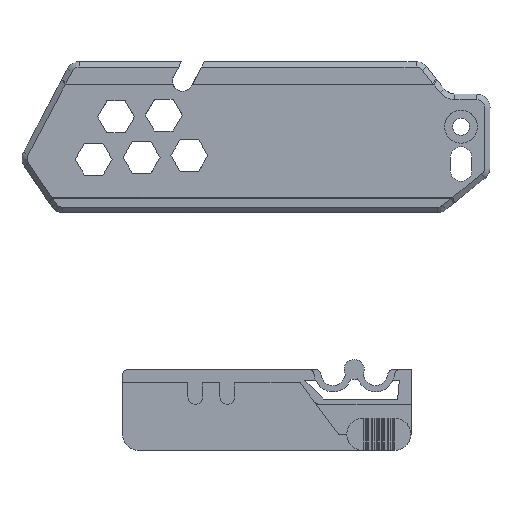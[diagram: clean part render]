
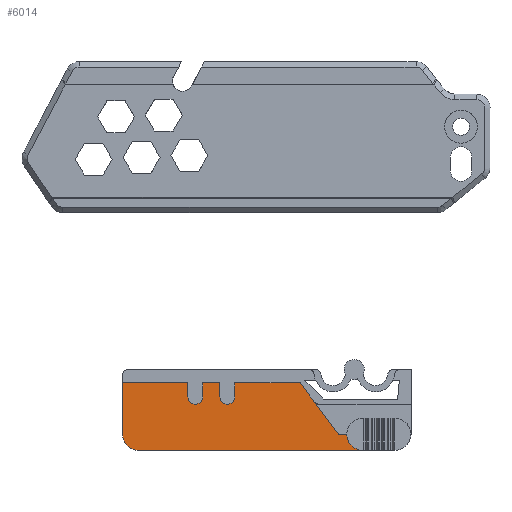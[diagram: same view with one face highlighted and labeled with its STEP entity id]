
A CAD part, top view. The second image highlights one B-rep face of the part: STEP entity #6014.
In plain terms, the highlighted face is planar.
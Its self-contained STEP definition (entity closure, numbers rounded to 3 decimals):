
#283=LINE('',#12020,#984);
#400=LINE('',#12375,#1101);
#406=LINE('',#12385,#1107);
#411=LINE('',#12395,#1112);
#414=LINE('',#12402,#1115);
#418=LINE('',#12410,#1119);
#420=LINE('',#12413,#1121);
#423=LINE('',#12417,#1124);
#424=LINE('',#12418,#1125);
#425=LINE('',#12419,#1126);
#426=LINE('',#12420,#1127);
#984=VECTOR('',#7076,10.);
#1101=VECTOR('',#7415,10.);
#1107=VECTOR('',#7425,10.);
#1112=VECTOR('',#7432,10.);
#1115=VECTOR('',#7437,10.);
#1119=VECTOR('',#7443,10.);
#1121=VECTOR('',#7447,10.);
#1124=VECTOR('',#7452,10.);
#1125=VECTOR('',#7453,10.);
#1126=VECTOR('',#7454,10.);
#1127=VECTOR('',#7455,10.);
#1728=FACE_OUTER_BOUND('',#2046,.T.);
#2046=EDGE_LOOP('',(#4593,#4594,#4595,#4596,#4597,#4598,#4599,#4600,#4601,
#4602,#4603,#4604,#4605,#4606,#4607));
#2285=CIRCLE('',#6371,3.);
#2290=CIRCLE('',#6378,3.);
#2298=CIRCLE('',#6389,1.4);
#2299=CIRCLE('',#6391,1.4);
#2540=VERTEX_POINT('',#12016);
#2542=VERTEX_POINT('',#12019);
#2612=VERTEX_POINT('',#12190);
#2614=VERTEX_POINT('',#12193);
#2620=VERTEX_POINT('',#12209);
#2634=VERTEX_POINT('',#12240);
#2635=VERTEX_POINT('',#12242);
#2636=VERTEX_POINT('',#12246);
#2638=VERTEX_POINT('',#12249);
#2670=VERTEX_POINT('',#12382);
#2674=VERTEX_POINT('',#12392);
#2675=VERTEX_POINT('',#12394);
#2676=VERTEX_POINT('',#12398);
#2678=VERTEX_POINT('',#12401);
#2680=VERTEX_POINT('',#12407);
#3192=EDGE_CURVE('',#2542,#2540,#283,.T.);
#3272=EDGE_CURVE('',#2614,#2612,#2285,.T.);
#3280=EDGE_CURVE('',#2620,#2542,#2290,.T.);
#3295=EDGE_CURVE('',#2635,#2634,#2298,.T.);
#3298=EDGE_CURVE('',#2638,#2636,#2299,.T.);
#3367=EDGE_CURVE('',#2612,#2620,#400,.T.);
#3373=EDGE_CURVE('',#2540,#2670,#406,.T.);
#3378=EDGE_CURVE('',#2675,#2674,#411,.T.);
#3381=EDGE_CURVE('',#2678,#2676,#414,.T.);
#3385=EDGE_CURVE('',#2670,#2680,#418,.T.);
#3387=EDGE_CURVE('',#2674,#2614,#420,.T.);
#3390=EDGE_CURVE('',#2675,#2634,#423,.T.);
#3391=EDGE_CURVE('',#2638,#2680,#424,.T.);
#3392=EDGE_CURVE('',#2678,#2636,#425,.T.);
#3393=EDGE_CURVE('',#2635,#2676,#426,.T.);
#4593=ORIENTED_EDGE('',*,*,#3390,.F.);
#4594=ORIENTED_EDGE('',*,*,#3378,.T.);
#4595=ORIENTED_EDGE('',*,*,#3387,.T.);
#4596=ORIENTED_EDGE('',*,*,#3272,.T.);
#4597=ORIENTED_EDGE('',*,*,#3367,.T.);
#4598=ORIENTED_EDGE('',*,*,#3280,.T.);
#4599=ORIENTED_EDGE('',*,*,#3192,.T.);
#4600=ORIENTED_EDGE('',*,*,#3373,.T.);
#4601=ORIENTED_EDGE('',*,*,#3385,.T.);
#4602=ORIENTED_EDGE('',*,*,#3391,.F.);
#4603=ORIENTED_EDGE('',*,*,#3298,.T.);
#4604=ORIENTED_EDGE('',*,*,#3392,.F.);
#4605=ORIENTED_EDGE('',*,*,#3381,.T.);
#4606=ORIENTED_EDGE('',*,*,#3393,.F.);
#4607=ORIENTED_EDGE('',*,*,#3295,.T.);
#5757=PLANE('',#6434);
#6014=ADVANCED_FACE('',(#1728),#5757,.F.);
#6371=AXIS2_PLACEMENT_3D('',#12194,#7232,#7233);
#6378=AXIS2_PLACEMENT_3D('',#12210,#7249,#7250);
#6389=AXIS2_PLACEMENT_3D('',#12243,#7278,#7279);
#6391=AXIS2_PLACEMENT_3D('',#12250,#7284,#7285);
#6434=AXIS2_PLACEMENT_3D('',#12416,#7450,#7451);
#7076=DIRECTION('',(-1.,0.,0.));
#7232=DIRECTION('center_axis',(0.,-1.,0.));
#7233=DIRECTION('ref_axis',(-1.,0.,0.));
#7249=DIRECTION('center_axis',(0.,1.,0.));
#7250=DIRECTION('ref_axis',(1.,0.,0.));
#7278=DIRECTION('center_axis',(0.,1.,0.));
#7279=DIRECTION('ref_axis',(-1.,0.,0.));
#7284=DIRECTION('center_axis',(0.,1.,0.));
#7285=DIRECTION('ref_axis',(-1.,0.,0.));
#7415=DIRECTION('',(1.,0.,0.));
#7425=DIRECTION('',(-0.601,0.,0.8));
#7432=DIRECTION('',(-1.,0.,0.));
#7437=DIRECTION('',(-1.,0.,0.));
#7443=DIRECTION('',(-1.,0.,0.));
#7447=DIRECTION('',(0.,0.,-1.));
#7450=DIRECTION('center_axis',(0.,1.,0.));
#7451=DIRECTION('ref_axis',(0.,0.,1.));
#7452=DIRECTION('',(0.,0.,-1.));
#7453=DIRECTION('',(0.,0.,1.));
#7454=DIRECTION('',(0.,0.,-1.));
#7455=DIRECTION('',(0.,0.,1.));
#12016=CARTESIAN_POINT('',(13.472,1.5,-5.525));
#12019=CARTESIAN_POINT('',(14.989,1.5,-5.525));
#12020=CARTESIAN_POINT('',(2.971,1.5,-5.525));
#12190=CARTESIAN_POINT('',(-24.078,1.5,-8.525));
#12193=CARTESIAN_POINT('',(-27.078,1.5,-5.525));
#12194=CARTESIAN_POINT('Origin',(-24.078,1.5,-5.525));
#12209=CARTESIAN_POINT('',(17.989,1.5,-8.525));
#12210=CARTESIAN_POINT('Origin',(17.989,1.5,-5.525));
#12240=CARTESIAN_POINT('',(-14.828,1.5,1.525));
#12242=CARTESIAN_POINT('',(-12.028,1.5,1.525));
#12243=CARTESIAN_POINT('Origin',(-13.428,1.5,1.525));
#12246=CARTESIAN_POINT('',(-8.828,1.5,1.525));
#12249=CARTESIAN_POINT('',(-6.028,1.5,1.525));
#12250=CARTESIAN_POINT('Origin',(-7.428,1.5,1.525));
#12375=CARTESIAN_POINT('',(4.472,1.5,-8.525));
#12382=CARTESIAN_POINT('',(6.222,1.5,4.125));
#12385=CARTESIAN_POINT('',(6.681,1.5,3.514));
#12392=CARTESIAN_POINT('',(-27.078,1.5,4.125));
#12394=CARTESIAN_POINT('',(-14.828,1.5,4.125));
#12395=CARTESIAN_POINT('',(-14.621,1.5,4.125));
#12398=CARTESIAN_POINT('',(-12.028,1.5,4.125));
#12401=CARTESIAN_POINT('',(-8.828,1.5,4.125));
#12402=CARTESIAN_POINT('',(-9.358,1.5,4.125));
#12407=CARTESIAN_POINT('',(-6.028,1.5,4.125));
#12410=CARTESIAN_POINT('',(-4.096,1.5,4.125));
#12413=CARTESIAN_POINT('',(-27.078,1.5,-0.185));
#12416=CARTESIAN_POINT('Origin',(-8.289,1.5,-1.779));
#12417=CARTESIAN_POINT('',(-14.828,1.5,0.523));
#12418=CARTESIAN_POINT('',(-6.028,1.5,0.523));
#12419=CARTESIAN_POINT('',(-8.828,1.5,0.523));
#12420=CARTESIAN_POINT('',(-12.028,1.5,0.523));
